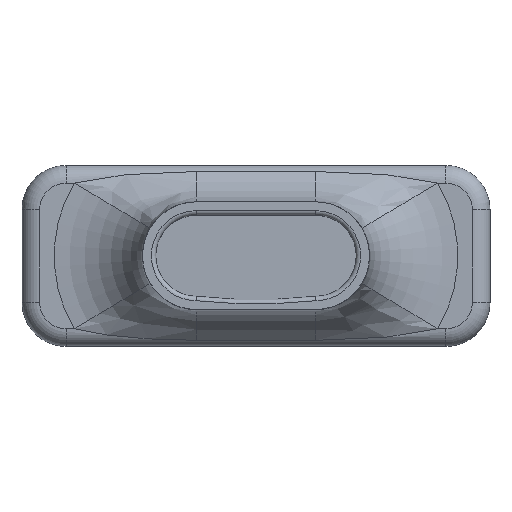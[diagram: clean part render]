
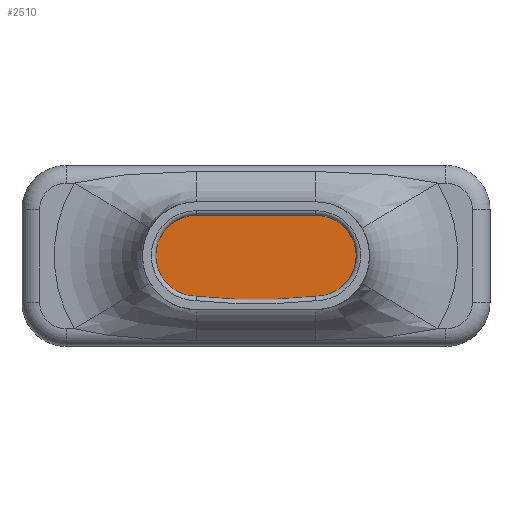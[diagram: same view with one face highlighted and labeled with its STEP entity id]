
A CAD part, top view. The second image highlights one B-rep face of the part: STEP entity #2510.
In plain terms, the highlighted planar face has unit normal (0, 0, 1).
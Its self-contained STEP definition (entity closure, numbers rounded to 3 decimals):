
#195=FACE_BOUND('',#851,.T.);
#196=FACE_BOUND('',#852,.T.);
#232=PLANE('',#2691);
#353=LINE('',#4252,#529);
#358=LINE('',#4266,#534);
#362=LINE('',#4278,#538);
#366=LINE('',#4290,#542);
#529=VECTOR('',#3058,10.);
#534=VECTOR('',#3071,10.);
#538=VECTOR('',#3083,10.);
#542=VECTOR('',#3095,10.);
#693=FACE_OUTER_BOUND('',#850,.T.);
#850=EDGE_LOOP('',(#2021,#2022,#2023,#2024,#2025,#2026,#2027,#2028));
#851=EDGE_LOOP('',(#2029));
#852=EDGE_LOOP('',(#2030));
#935=CIRCLE('',#2606,10.);
#945=CIRCLE('',#2619,10.);
#961=CIRCLE('',#2671,11.);
#963=CIRCLE('',#2675,11.);
#965=CIRCLE('',#2679,11.);
#967=CIRCLE('',#2683,11.);
#1038=VERTEX_POINT('',#3431);
#1047=VERTEX_POINT('',#3454);
#1172=VERTEX_POINT('',#4249);
#1173=VERTEX_POINT('',#4251);
#1176=VERTEX_POINT('',#4258);
#1178=VERTEX_POINT('',#4264);
#1180=VERTEX_POINT('',#4270);
#1182=VERTEX_POINT('',#4276);
#1184=VERTEX_POINT('',#4282);
#1186=VERTEX_POINT('',#4288);
#1274=EDGE_CURVE('',#1038,#1038,#935,.T.);
#1285=EDGE_CURVE('',#1047,#1047,#945,.T.);
#1467=EDGE_CURVE('',#1172,#1173,#353,.T.);
#1471=EDGE_CURVE('',#1176,#1172,#961,.T.);
#1474=EDGE_CURVE('',#1178,#1176,#358,.T.);
#1477=EDGE_CURVE('',#1180,#1178,#963,.T.);
#1480=EDGE_CURVE('',#1182,#1180,#362,.T.);
#1483=EDGE_CURVE('',#1184,#1182,#965,.T.);
#1486=EDGE_CURVE('',#1186,#1184,#366,.T.);
#1488=EDGE_CURVE('',#1173,#1186,#967,.T.);
#2021=ORIENTED_EDGE('',*,*,#1467,.F.);
#2022=ORIENTED_EDGE('',*,*,#1471,.F.);
#2023=ORIENTED_EDGE('',*,*,#1474,.F.);
#2024=ORIENTED_EDGE('',*,*,#1477,.F.);
#2025=ORIENTED_EDGE('',*,*,#1480,.F.);
#2026=ORIENTED_EDGE('',*,*,#1483,.F.);
#2027=ORIENTED_EDGE('',*,*,#1486,.F.);
#2028=ORIENTED_EDGE('',*,*,#1488,.F.);
#2029=ORIENTED_EDGE('',*,*,#1274,.F.);
#2030=ORIENTED_EDGE('',*,*,#1285,.F.);
#2510=ADVANCED_FACE('',(#693,#195,#196),#232,.F.);
#2606=AXIS2_PLACEMENT_3D('',#3433,#2830,#2831);
#2619=AXIS2_PLACEMENT_3D('',#3456,#2857,#2858);
#2671=AXIS2_PLACEMENT_3D('',#4260,#3064,#3065);
#2675=AXIS2_PLACEMENT_3D('',#4272,#3076,#3077);
#2679=AXIS2_PLACEMENT_3D('',#4284,#3088,#3089);
#2683=AXIS2_PLACEMENT_3D('',#4293,#3099,#3100);
#2691=AXIS2_PLACEMENT_3D('',#4313,#3122,#3123);
#2830=DIRECTION('center_axis',(0.,0.,1.));
#2831=DIRECTION('ref_axis',(1.,0.,0.));
#2857=DIRECTION('center_axis',(0.,0.,1.));
#2858=DIRECTION('ref_axis',(1.,0.,0.));
#3058=DIRECTION('',(0.,1.,0.));
#3064=DIRECTION('center_axis',(0.,0.,-1.));
#3065=DIRECTION('ref_axis',(-0.707,-0.707,0.));
#3071=DIRECTION('',(-1.,0.,0.));
#3076=DIRECTION('center_axis',(0.,0.,-1.));
#3077=DIRECTION('ref_axis',(0.707,-0.707,0.));
#3083=DIRECTION('',(0.,-1.,0.));
#3088=DIRECTION('center_axis',(0.,0.,-1.));
#3089=DIRECTION('ref_axis',(0.707,0.707,0.));
#3095=DIRECTION('',(1.,0.,0.));
#3099=DIRECTION('center_axis',(0.,0.,-1.));
#3100=DIRECTION('ref_axis',(-0.707,0.707,0.));
#3122=DIRECTION('center_axis',(0.,0.,-1.));
#3123=DIRECTION('ref_axis',(1.,0.,0.));
#3431=CARTESIAN_POINT('',(-45.,0.,-20.));
#3433=CARTESIAN_POINT('Origin',(-35.,0.,-20.));
#3454=CARTESIAN_POINT('',(25.,0.,-20.));
#3456=CARTESIAN_POINT('Origin',(35.,0.,-20.));
#4249=CARTESIAN_POINT('',(-49.,-5.5,-20.));
#4251=CARTESIAN_POINT('',(-49.,5.5,-20.));
#4252=CARTESIAN_POINT('',(-49.,8.75,-20.));
#4258=CARTESIAN_POINT('',(-38.,-16.5,-20.));
#4260=CARTESIAN_POINT('Origin',(-38.,-5.5,-20.));
#4264=CARTESIAN_POINT('',(38.,-16.5,-20.));
#4266=CARTESIAN_POINT('',(-42.5,-16.5,-20.));
#4270=CARTESIAN_POINT('',(49.,-5.5,-20.));
#4272=CARTESIAN_POINT('Origin',(38.,-5.5,-20.));
#4276=CARTESIAN_POINT('',(49.,5.5,-20.));
#4278=CARTESIAN_POINT('',(49.,-8.75,-20.));
#4282=CARTESIAN_POINT('',(38.,16.5,-20.));
#4284=CARTESIAN_POINT('Origin',(38.,5.5,-20.));
#4288=CARTESIAN_POINT('',(-38.,16.5,-20.));
#4290=CARTESIAN_POINT('',(7.5,16.5,-20.));
#4293=CARTESIAN_POINT('Origin',(-38.,5.5,-20.));
#4313=CARTESIAN_POINT('Origin',(-35.,0.,-20.));
